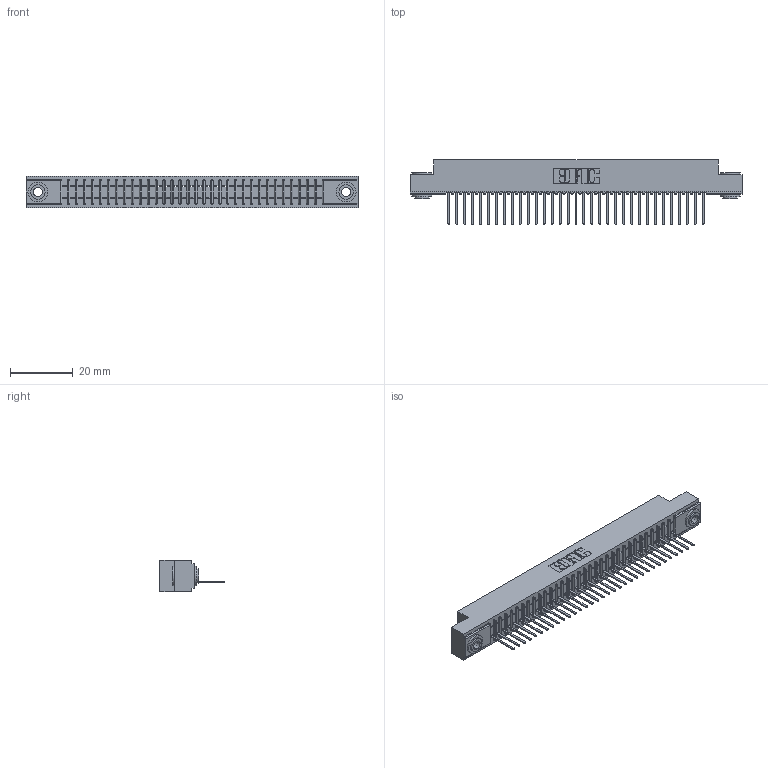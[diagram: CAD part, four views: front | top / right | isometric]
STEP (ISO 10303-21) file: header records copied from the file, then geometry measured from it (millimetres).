
FILE_DESCRIPTION (( 'STEP AP203' ), '1' );
FILE_NAME ('341-033-522-103.STEP', '2018-08-06T21:21:00', ( '' ), ( '' ), 'SwSTEP 2.0', 'SolidWorks 2016', '' );
FILE_SCHEMA (( 'CONFIG_CONTROL_DESIGN' ));
Length unit declared in the file: inch
Products named in the file (4): 345-250-002_345-250-002-102; 341-033-522-103; 341 Part_.156 (3.96) Dia Mounting Holes; 341-292-001_341-292-122
Assembly tree (36 placements, depth 2):
  341-033-522-103
    341 Part_.156 (3.96) Dia Mounting Holes
    341-292-001_341-292-122  x33
    345-250-002_345-250-002-102  x2
Bounding box: 106.05 x 20.62 x 10.16 mm (x, y, z)
Volume: 7633.3 mm3; surface area: 12162.5 mm2
Topology: 36 solids, 36 shells, 2874 faces, 8249 edges, 5294 vertices
Faces by surface type: plane 1775, cylinder 959, sphere 68, torus 64, cone 8
Entity records: 41145 total; most frequent: CARTESIAN_POINT 6963, ORIENTED_EDGE 6942, DIRECTION 6745, EDGE_CURVE 3471, VECTOR 2785, LINE 2785, VERTEX_POINT 2198, AXIS2_PLACEMENT_3D 1980
